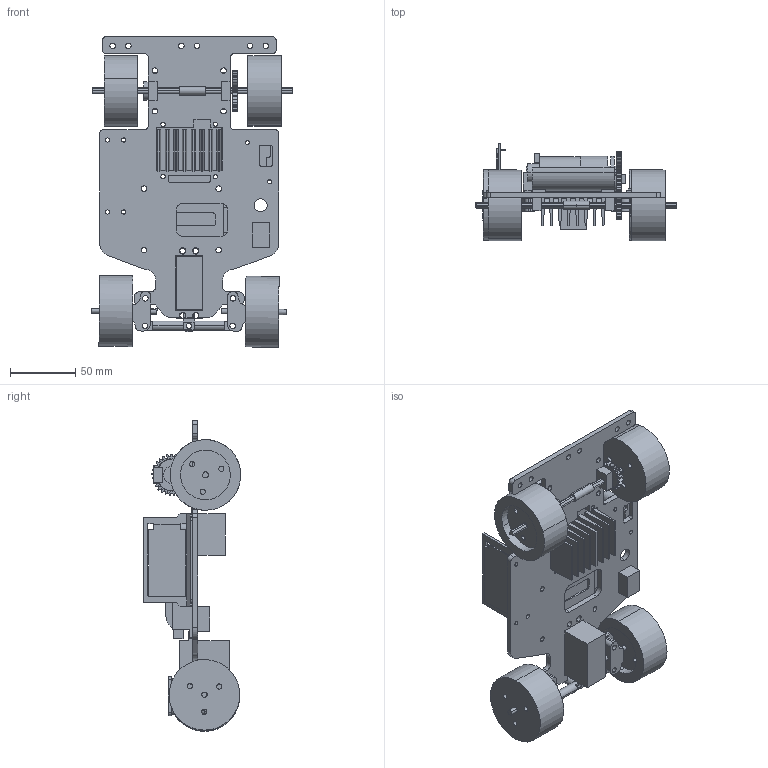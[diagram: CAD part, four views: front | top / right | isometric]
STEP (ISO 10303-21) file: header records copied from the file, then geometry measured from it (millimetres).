
FILE_DESCRIPTION (( 'STEP AP214' ), '1' );
FILE_NAME ('RCCarAssembly.STEP', '2026-01-30T05:52:54', ( '' ), ( '' ), 'SwSTEP 2.0', 'SolidWorks 2025', '' );
FILE_SCHEMA (( 'AUTOMOTIVE_DESIGN' ));
Length unit declared in the file: millimetre
Products named in the file (24): tierod2; motormount; RearWheels; battery; esp32mount; axle; crank; motor; esp32; frontshaft; buckmount; backchassis; spur gear_am_Metric - Spur gear 1M 20T 20PA 4FW ---S20N75H50L4N; switch; servo; axlehub; knucklev2; spur gear_am_Metric - Spur gear 1M 30T 20PA 4FW ---S30N75H50L4N; wheel; knucklev2rhs; RCCarAssembly; motor_driver; batterymount; buck
Assembly tree (28 placements, depth 3):
  RCCarAssembly
    backchassis
    servo
    knucklev2
    knucklev2rhs
    tierod2
    frontshaft  x2
    wheel  x2
    crank
    motor_driver
    motormount
    motor
    RearWheels
      axlehub
      axle  x2
      wheel  x2
    batterymount
    spur gear_am_Metric - Spur gear 1M 30T 20PA 4FW ---S30N75H50L4N
    spur gear_am_Metric - Spur gear 1M 20T 20PA 4FW ---S20N75H50L4N
    battery
    buckmount
    esp32mount
    esp32
    buck
    switch
Bounding box: 153.57 x 74.55 x 237.45 mm (x, y, z)
Volume: 448107.8 mm3; surface area: 176760.6 mm2
Topology: 27 solids, 27 shells, 1058 faces, 2795 edges, 1856 vertices
Faces by surface type: cylinder 651, plane 397, bspline 6, torus 4
Entity records: 32948 total; most frequent: DIRECTION 5926, CARTESIAN_POINT 5716, ORIENTED_EDGE 5320, EDGE_CURVE 2660, AXIS2_PLACEMENT_3D 2268, VERTEX_POINT 1766, VECTOR 1390, LINE 1390
